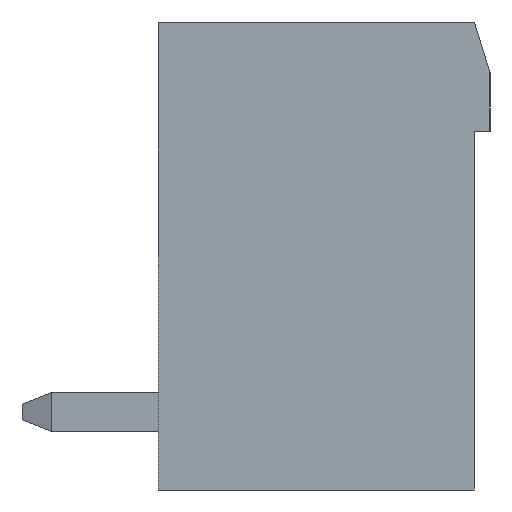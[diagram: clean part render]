
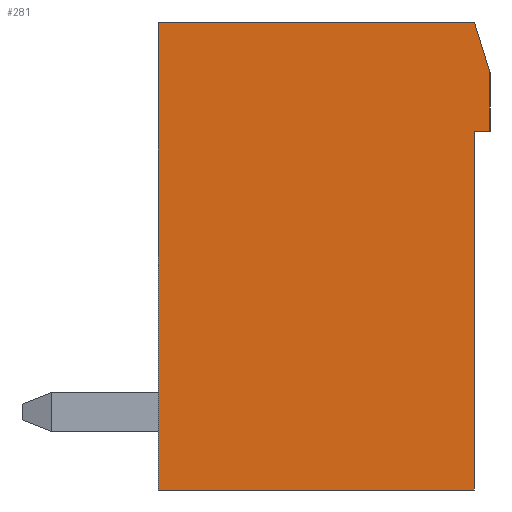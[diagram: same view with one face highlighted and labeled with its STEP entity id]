
A CAD part, left-side view. The second image highlights one B-rep face of the part: STEP entity #281.
In plain terms, the highlighted planar face has unit normal (-1, 0, 0).
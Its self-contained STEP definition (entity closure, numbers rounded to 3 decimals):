
#281 = ADVANCED_FACE( '', ( #622 ), #623, .T. );
#622 = FACE_OUTER_BOUND( '', #1047, .T. );
#623 = PLANE( '', #1048 );
#1047 = EDGE_LOOP( '', ( #1660, #1661, #1662, #1663, #1664, #1665, #1666 ) );
#1048 = AXIS2_PLACEMENT_3D( '', #1667, #1668, #1669 );
#1660 = ORIENTED_EDGE( '', *, *, #2812, .T. );
#1661 = ORIENTED_EDGE( '', *, *, #2787, .T. );
#1662 = ORIENTED_EDGE( '', *, *, #2813, .T. );
#1663 = ORIENTED_EDGE( '', *, *, #2648, .T. );
#1664 = ORIENTED_EDGE( '', *, *, #2814, .T. );
#1665 = ORIENTED_EDGE( '', *, *, #2750, .T. );
#1666 = ORIENTED_EDGE( '', *, *, #2815, .T. );
#1667 = CARTESIAN_POINT( '', ( -8.62, 0., 0. ) );
#1668 = DIRECTION( '', ( -1., 0., 0. ) );
#1669 = DIRECTION( '', ( 0., 0., 1. ) );
#2648 = EDGE_CURVE( '', #3166, #3164, #3167, .T. );
#2750 = EDGE_CURVE( '', #3344, #3345, #3346, .T. );
#2787 = EDGE_CURVE( '', #3411, #3409, #3412, .T. );
#2812 = EDGE_CURVE( '', #3452, #3411, #3453, .T. );
#2813 = EDGE_CURVE( '', #3409, #3166, #3454, .T. );
#2814 = EDGE_CURVE( '', #3164, #3344, #3455, .T. );
#2815 = EDGE_CURVE( '', #3345, #3452, #3456, .T. );
#3164 = VERTEX_POINT( '', #3921 );
#3166 = VERTEX_POINT( '', #3924 );
#3167 = LINE( '', #3925, #3926 );
#3344 = VERTEX_POINT( '', #4184 );
#3345 = VERTEX_POINT( '', #4185 );
#3346 = LINE( '', #4186, #4187 );
#3409 = VERTEX_POINT( '', #4274 );
#3411 = VERTEX_POINT( '', #4277 );
#3412 = LINE( '', #4278, #4279 );
#3452 = VERTEX_POINT( '', #4338 );
#3453 = LINE( '', #4339, #4340 );
#3454 = LINE( '', #4341, #4342 );
#3455 = LINE( '', #4343, #4344 );
#3456 = LINE( '', #4345, #4346 );
#3921 = CARTESIAN_POINT( '', ( -8.62, -4.05, -6. ) );
#3924 = CARTESIAN_POINT( '', ( -8.62, 4.05, -6. ) );
#3925 = CARTESIAN_POINT( '', ( -8.62, 4.05, -6. ) );
#3926 = VECTOR( '', #4957, 1000. );
#4184 = CARTESIAN_POINT( '', ( -8.62, -4.05, 3.2 ) );
#4185 = CARTESIAN_POINT( '', ( -8.62, -4.45, 3.2 ) );
#4186 = CARTESIAN_POINT( '', ( -8.62, -4.05, 3.2 ) );
#4187 = VECTOR( '', #5042, 1000. );
#4274 = CARTESIAN_POINT( '', ( -8.62, 4.05, 6. ) );
#4277 = CARTESIAN_POINT( '', ( -8.62, -4.05, 6. ) );
#4278 = CARTESIAN_POINT( '', ( -8.62, -4.05, 6. ) );
#4279 = VECTOR( '', #5089, 1000. );
#4338 = CARTESIAN_POINT( '', ( -8.62, -4.45, 4.7 ) );
#4339 = CARTESIAN_POINT( '', ( -8.62, -4.45, 4.7 ) );
#4340 = VECTOR( '', #5109, 1000. );
#4341 = CARTESIAN_POINT( '', ( -8.62, 4.05, 6. ) );
#4342 = VECTOR( '', #5110, 1000. );
#4343 = CARTESIAN_POINT( '', ( -8.62, -4.05, -6. ) );
#4344 = VECTOR( '', #5111, 1000. );
#4345 = CARTESIAN_POINT( '', ( -8.62, -4.45, 3.2 ) );
#4346 = VECTOR( '', #5112, 1000. );
#4957 = DIRECTION( '', ( 0., -1., 0. ) );
#5042 = DIRECTION( '', ( 0., -1., 0. ) );
#5089 = DIRECTION( '', ( 0., 1., 0. ) );
#5109 = DIRECTION( '', ( 0., 0.294, 0.956 ) );
#5110 = DIRECTION( '', ( 0., 0., -1. ) );
#5111 = DIRECTION( '', ( 0., 0., 1. ) );
#5112 = DIRECTION( '', ( 0., 0., 1. ) );
